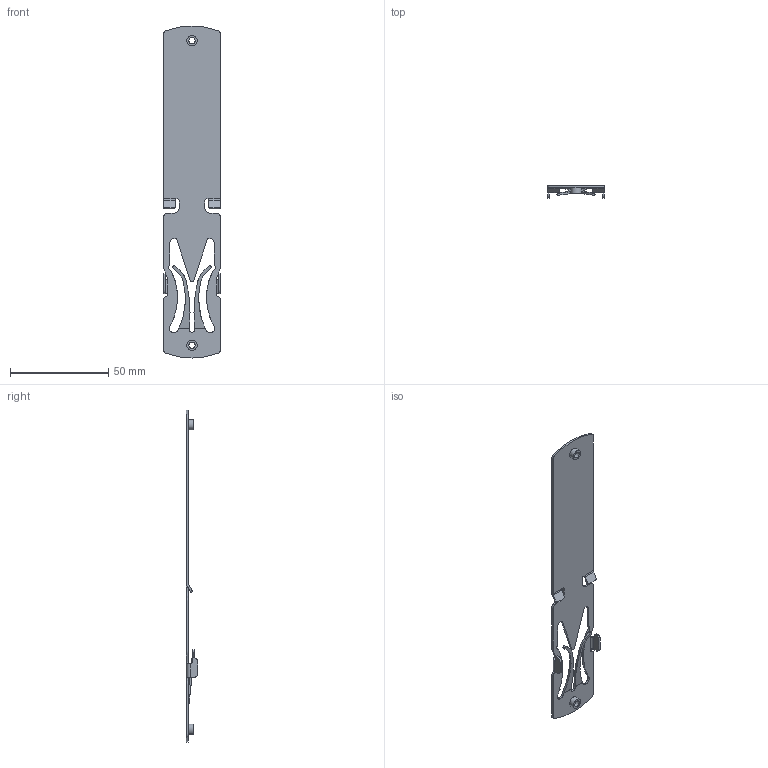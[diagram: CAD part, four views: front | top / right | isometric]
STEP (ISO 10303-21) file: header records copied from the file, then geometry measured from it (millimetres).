
FILE_DESCRIPTION(/* description */ ('STEP AP214'),/* implementation_level */ '2;1');
FILE_NAME(/* name */ '8095158_CAFM-X4-H',/* time_stamp */ '2024-08-01T15:35:01+02:00',/* author */ ('License CC BY-ND 4.0'),/* organization */ ('CADENAS'),/* preprocessor_version */ 'ST-DEVELOPER v19.3',/* originating_system */ 'PARTsolutions',/* authorisation */ ' ');
FILE_SCHEMA (('AUTOMOTIVE_DESIGN {1 0 10303 214 3 1 1}'));
Length unit declared in the file: millimetre
Products named in the file (1): 8095158 CAFM-X4-H---(high)
Bounding box: 29 x 6 x 169 mm (x, y, z)
Volume: 4359.2 mm3; surface area: 9508 mm2
Topology: 1 solids, 1 shells, 146 faces, 410 edges, 268 vertices
Faces by surface type: cylinder 76, plane 68, cone 2
Full cylindrical faces by diameter (mm): 3.242 x2, 5.3 x2
Entity records: 4742 total; most frequent: DIRECTION 842, CARTESIAN_POINT 839, ORIENTED_EDGE 804, EDGE_CURVE 402, AXIS2_PLACEMENT_3D 301, VERTEX_POINT 266, LINE 240, VECTOR 240
